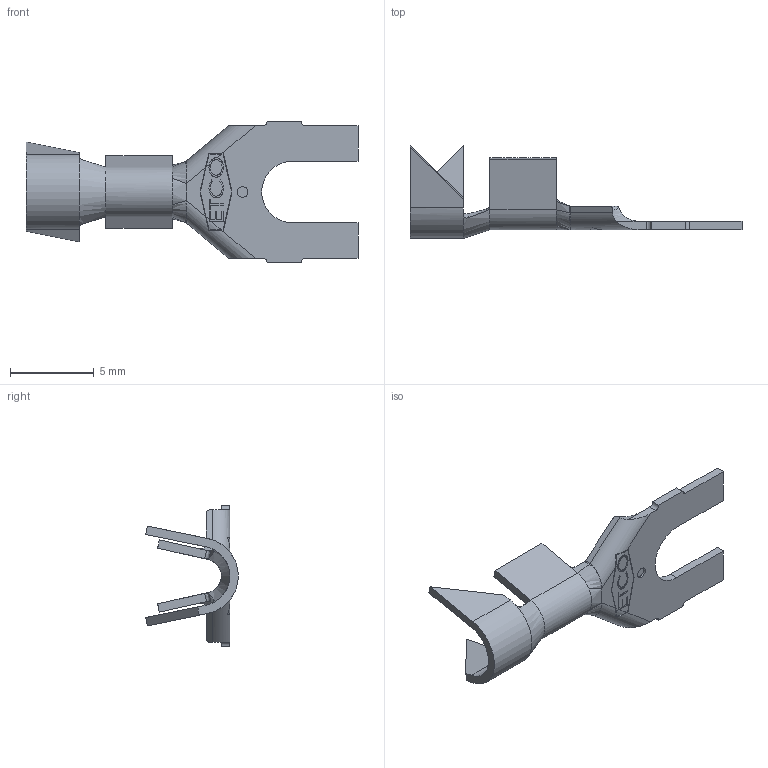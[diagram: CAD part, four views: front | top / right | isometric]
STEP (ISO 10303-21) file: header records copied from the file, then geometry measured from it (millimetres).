
FILE_DESCRIPTION (( 'STEP AP203' ), '1' );
FILE_NAME ('04170.STEP', '2019-12-30T15:56:17', ( 'tempuser' ), ( 'Microsoft' ), 'SwSTEP 2.0', 'SolidWorks 2019', '' );
FILE_SCHEMA (( 'CONFIG_CONTROL_DESIGN' ));
Length unit declared in the file: inch
Products named in the file (1): 04170
Bounding box: 19.84 x 5.54 x 8.43 mm (x, y, z)
Volume: 70.6 mm3; surface area: 334.2 mm2
Topology: 1 solids, 1 shells, 201 faces, 532 edges, 334 vertices
Faces by surface type: plane 112, bspline 55, cylinder 26, cone 8
Entity records: 8228 total; most frequent: CARTESIAN_POINT 3658, ORIENTED_EDGE 1056, DIRECTION 734, EDGE_CURVE 528, LINE 340, VECTOR 340, VERTEX_POINT 334, EDGE_LOOP 206
